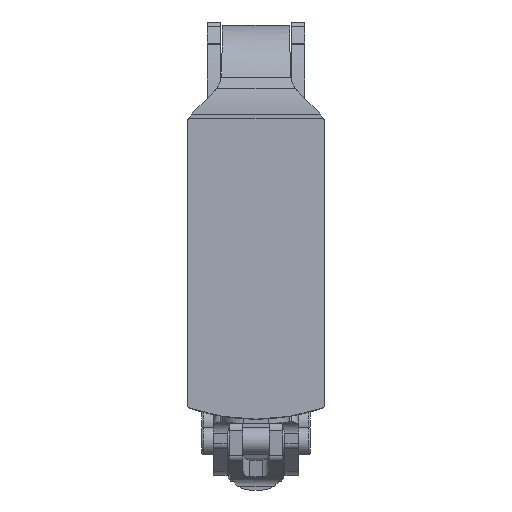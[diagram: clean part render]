
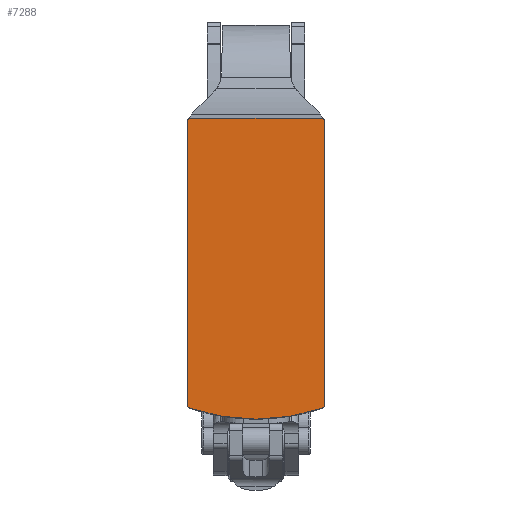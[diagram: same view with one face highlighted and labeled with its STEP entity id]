
A CAD part, front view. The second image highlights one B-rep face of the part: STEP entity #7288.
In plain terms, the highlighted planar face has unit normal (0, -1, 0).
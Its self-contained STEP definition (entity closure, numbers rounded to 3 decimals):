
#149=PLANE('',#7809);
#313=CIRCLE('',#7779,0.5);
#314=CIRCLE('',#7781,30.);
#315=CIRCLE('',#7784,0.5);
#318=CIRCLE('',#7789,0.5);
#321=CIRCLE('',#7794,0.5);
#797=LINE('',#11243,#1283);
#801=LINE('',#11259,#1287);
#803=LINE('',#11266,#1289);
#1283=VECTOR('',#8775,1000.);
#1287=VECTOR('',#8791,1000.);
#1289=VECTOR('',#8799,1000.);
#1830=ORIENTED_EDGE('',*,*,#3979,.F.);
#1831=ORIENTED_EDGE('',*,*,#3996,.F.);
#1832=ORIENTED_EDGE('',*,*,#3968,.F.);
#1833=ORIENTED_EDGE('',*,*,#3962,.F.);
#1834=ORIENTED_EDGE('',*,*,#3957,.F.);
#1835=ORIENTED_EDGE('',*,*,#3992,.F.);
#1836=ORIENTED_EDGE('',*,*,#3987,.F.);
#1837=ORIENTED_EDGE('',*,*,#3984,.F.);
#3957=EDGE_CURVE('',#5054,#5055,#313,.T.);
#3962=EDGE_CURVE('',#5055,#5059,#314,.T.);
#3968=EDGE_CURVE('',#5059,#5063,#315,.T.);
#3979=EDGE_CURVE('',#5070,#5071,#318,.T.);
#3984=EDGE_CURVE('',#5071,#5075,#797,.T.);
#3987=EDGE_CURVE('',#5075,#5077,#321,.T.);
#3992=EDGE_CURVE('',#5077,#5054,#801,.T.);
#3996=EDGE_CURVE('',#5063,#5070,#803,.T.);
#5054=VERTEX_POINT('',#11142);
#5055=VERTEX_POINT('',#11144);
#5059=VERTEX_POINT('',#11165);
#5063=VERTEX_POINT('',#11196);
#5070=VERTEX_POINT('',#11233);
#5071=VERTEX_POINT('',#11234);
#5075=VERTEX_POINT('',#11244);
#5077=VERTEX_POINT('',#11250);
#5944=EDGE_LOOP('',(#1830,#1831,#1832,#1833,#1834,#1835,#1836,#1837));
#6510=FACE_BOUND('',#5944,.T.);
#7288=ADVANCED_FACE('',(#6510),#149,.F.);
#7779=AXIS2_PLACEMENT_3D('',#11143,#8737,#8738);
#7781=AXIS2_PLACEMENT_3D('',#11164,#8743,#8744);
#7784=AXIS2_PLACEMENT_3D('',#11195,#8751,#8752);
#7789=AXIS2_PLACEMENT_3D('',#11232,#8765,#8766);
#7794=AXIS2_PLACEMENT_3D('',#11249,#8780,#8781);
#7809=AXIS2_PLACEMENT_3D('',#11281,#8815,#8816);
#8737=DIRECTION('',(0.,1.,0.));
#8738=DIRECTION('',(1.,0.,0.));
#8743=DIRECTION('',(0.,1.,0.));
#8744=DIRECTION('',(1.,0.,0.));
#8751=DIRECTION('',(0.,1.,0.));
#8752=DIRECTION('',(1.,0.,0.));
#8765=DIRECTION('',(0.,1.,0.));
#8766=DIRECTION('',(1.,0.,0.));
#8775=DIRECTION('',(0.,0.,1.));
#8780=DIRECTION('',(0.,1.,0.));
#8781=DIRECTION('',(1.,0.,0.));
#8791=DIRECTION('',(1.,0.,0.));
#8799=DIRECTION('',(-1.,0.,0.));
#8815=DIRECTION('',(0.,1.,0.));
#8816=DIRECTION('',(0.,0.,1.));
#11142=CARTESIAN_POINT('',(20.644,0.,10.));
#11143=CARTESIAN_POINT('',(20.644,0.,9.5));
#11144=CARTESIAN_POINT('',(21.118,0.,9.661));
#11164=CARTESIAN_POINT('',(-7.284,0.,0.));
#11165=CARTESIAN_POINT('',(21.118,0.,-9.661));
#11195=CARTESIAN_POINT('',(20.644,0.,-9.5));
#11196=CARTESIAN_POINT('',(20.644,0.,-10.));
#11232=CARTESIAN_POINT('',(-20.5,0.,-9.5));
#11233=CARTESIAN_POINT('',(-20.5,0.,-10.));
#11234=CARTESIAN_POINT('',(-21.,0.,-9.5));
#11243=CARTESIAN_POINT('',(-21.,0.,-9.5));
#11244=CARTESIAN_POINT('',(-21.,0.,9.5));
#11249=CARTESIAN_POINT('',(-20.5,0.,9.5));
#11250=CARTESIAN_POINT('',(-20.5,0.,10.));
#11259=CARTESIAN_POINT('',(-20.5,0.,10.));
#11266=CARTESIAN_POINT('',(20.644,0.,-10.));
#11281=CARTESIAN_POINT('',(-20.5,0.,-9.5));
